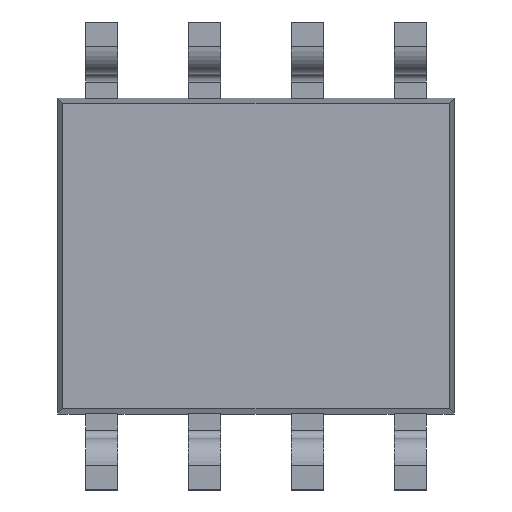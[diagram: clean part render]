
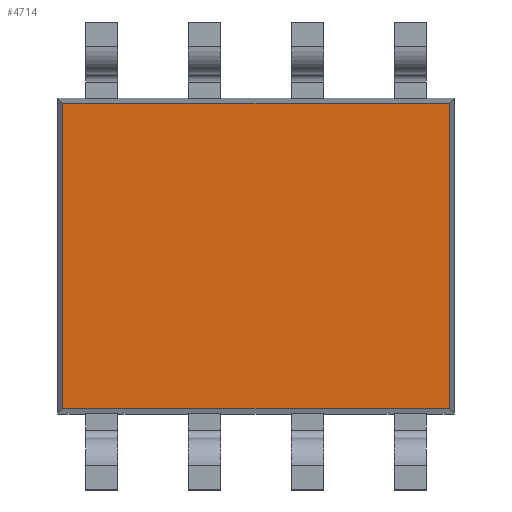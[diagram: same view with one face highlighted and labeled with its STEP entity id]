
A CAD part, top view. The second image highlights one B-rep face of the part: STEP entity #4714.
In plain terms, the highlighted planar face has unit normal (0, 0, 1).
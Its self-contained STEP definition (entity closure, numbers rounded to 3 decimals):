
#497=FACE_OUTER_BOUND('',#738,.T.);
#738=EDGE_LOOP('',(#4110,#4111,#4112,#4113));
#1222=LINE('',#8054,#1713);
#1227=LINE('',#8062,#1718);
#1228=LINE('',#8065,#1719);
#1229=LINE('',#8068,#1720);
#1713=VECTOR('',#5946,10.);
#1718=VECTOR('',#5953,10.);
#1719=VECTOR('',#5958,10.);
#1720=VECTOR('',#5963,10.);
#2151=VERTEX_POINT('',#8051);
#2152=VERTEX_POINT('',#8053);
#2153=VERTEX_POINT('',#8057);
#2154=VERTEX_POINT('',#8060);
#2800=EDGE_CURVE('',#2152,#2151,#1222,.T.);
#2805=EDGE_CURVE('',#2153,#2154,#1227,.T.);
#2806=EDGE_CURVE('',#2151,#2153,#1228,.T.);
#2807=EDGE_CURVE('',#2154,#2152,#1229,.T.);
#4110=ORIENTED_EDGE('',*,*,#2800,.T.);
#4111=ORIENTED_EDGE('',*,*,#2806,.T.);
#4112=ORIENTED_EDGE('',*,*,#2805,.T.);
#4113=ORIENTED_EDGE('',*,*,#2807,.T.);
#4263=PLANE('',#4980);
#4714=ADVANCED_FACE('',(#497),#4263,.T.);
#4980=AXIS2_PLACEMENT_3D('',#8069,#5964,#5965);
#5946=DIRECTION('',(0.,1.,0.));
#5953=DIRECTION('',(0.,-1.,0.));
#5958=DIRECTION('',(-1.,0.,0.));
#5963=DIRECTION('',(1.,0.,0.));
#5964=DIRECTION('center_axis',(0.,0.,1.));
#5965=DIRECTION('ref_axis',(1.,0.,0.));
#8051=CARTESIAN_POINT('',(2.384,1.884,0.75));
#8053=CARTESIAN_POINT('',(2.384,-1.884,0.75));
#8054=CARTESIAN_POINT('',(2.384,0.,0.75));
#8057=CARTESIAN_POINT('',(-2.384,1.884,0.75));
#8060=CARTESIAN_POINT('',(-2.384,-1.884,0.75));
#8062=CARTESIAN_POINT('',(-2.384,0.,0.75));
#8065=CARTESIAN_POINT('',(1.225,1.884,0.75));
#8068=CARTESIAN_POINT('',(1.225,-1.884,0.75));
#8069=CARTESIAN_POINT('Origin',(0.,0.,0.75));
